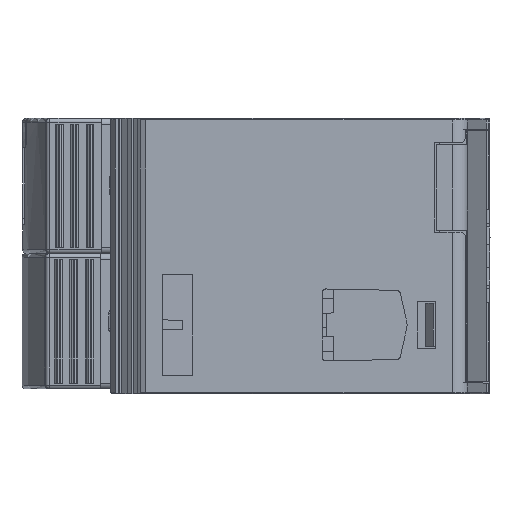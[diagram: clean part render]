
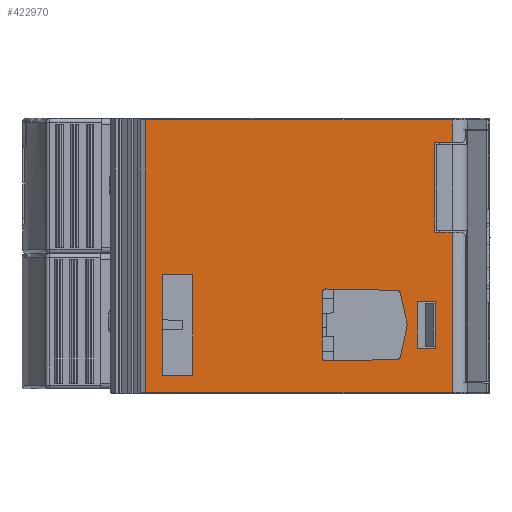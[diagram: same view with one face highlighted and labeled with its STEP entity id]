
A CAD part, left-side view. The second image highlights one B-rep face of the part: STEP entity #422970.
In plain terms, the highlighted face is planar.
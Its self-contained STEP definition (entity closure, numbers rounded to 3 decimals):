
#417310=CARTESIAN_POINT('',(67.4,32.033,
-26.95));
#417320=VERTEX_POINT('',#417310);
#417350=CARTESIAN_POINT('',(67.4,32.033,
-26.95));
#417360=DIRECTION('',(0.,0.,1.));
#417370=VECTOR('',#417360,1.);
#417380=LINE('',#417350,#417370);
#417390=CARTESIAN_POINT('',(67.4,32.033,
8.25));
#417400=VERTEX_POINT('',#417390);
#417410=EDGE_CURVE('',#417320,#417400,#417380,.T.);
#417940=CARTESIAN_POINT('',(67.4,-7.622,
8.25));
#417950=DIRECTION('',(0.,1.,0.));
#417960=VECTOR('',#417950,1.);
#417970=LINE('',#417940,#417960);
#417980=CARTESIAN_POINT('',(67.4,-7.622,
8.25));
#417990=VERTEX_POINT('',#417980);
#418000=EDGE_CURVE('',#417990,#417400,#417970,.T.);
#420400=CARTESIAN_POINT('',(67.4,-7.622,
-12.45));
#420410=DIRECTION('',(0.,0.,1.));
#420420=VECTOR('',#420410,1.);
#420430=LINE('',#420400,#420420);
#420440=CARTESIAN_POINT('',(67.4,-7.622,
-12.45));
#420450=VERTEX_POINT('',#420440);
#420460=EDGE_CURVE('',#420450,#417990,#420430,.T.);
#420940=CARTESIAN_POINT('',(67.4,-5.3,
-24.05));
#420950=DIRECTION('',(-1.,0.,0.));
#420960=DIRECTION('',(0.,1.,0.));
#420970=AXIS2_PLACEMENT_3D('',#420940,#420950,#420960);
#420980=PLANE('',#420970);
#420990=ORIENTED_EDGE('',*,*,#417410,.T.);
#421000=CARTESIAN_POINT('',(67.4,32.033,
-26.95));
#421010=DIRECTION('',(0.,-1.,0.));
#421020=VECTOR('',#421010,1.);
#421030=LINE('',#421000,#421020);
#421040=CARTESIAN_POINT('',(67.4,-7.622,
-26.95));
#421050=VERTEX_POINT('',#421040);
#421060=EDGE_CURVE('',#417320,#421050,#421030,.T.);
#421070=ORIENTED_EDGE('',*,*,#421060,.F.);
#421080=CARTESIAN_POINT('',(67.4,-7.622,
-26.95));
#421090=DIRECTION('',(0.,0.,1.));
#421100=VECTOR('',#421090,1.);
#421110=LINE('',#421080,#421100);
#421120=CARTESIAN_POINT('',(67.4,-7.622,
-24.05));
#421130=VERTEX_POINT('',#421120);
#421140=EDGE_CURVE('',#421050,#421130,#421110,.T.);
#421150=ORIENTED_EDGE('',*,*,#421140,.F.);
#421160=CARTESIAN_POINT('',(67.4,-5.3,
-24.05));
#421170=DIRECTION('',(0.,-1.,0.));
#421180=VECTOR('',#421170,1.);
#421190=LINE('',#421160,#421180);
#421200=CARTESIAN_POINT('',(67.4,-5.3,
-24.05));
#421210=VERTEX_POINT('',#421200);
#421220=EDGE_CURVE('',#421210,#421130,#421190,.T.);
#421230=ORIENTED_EDGE('',*,*,#421220,.T.);
#421240=CARTESIAN_POINT('',(67.4,-5.3,
-12.45));
#421250=DIRECTION('',(0.,0.,-1.));
#421260=VECTOR('',#421250,1.);
#421270=LINE('',#421240,#421260);
#421280=CARTESIAN_POINT('',(67.4,-5.3,
-12.45));
#421290=VERTEX_POINT('',#421280);
#421300=EDGE_CURVE('',#421290,#421210,#421270,.T.);
#421310=ORIENTED_EDGE('',*,*,#421300,.T.);
#421320=CARTESIAN_POINT('',(67.4,-5.3,
-12.45));
#421330=DIRECTION('',(0.,-1.,0.));
#421340=VECTOR('',#421330,1.);
#421350=LINE('',#421320,#421340);
#421360=EDGE_CURVE('',#421290,#420450,#421350,.T.);
#421370=ORIENTED_EDGE('',*,*,#421360,.F.);
#421380=ORIENTED_EDGE('',*,*,#420460,.F.);
#421390=ORIENTED_EDGE('',*,*,#418000,.F.);
#421400=EDGE_LOOP('',(#421390,#421380,#421370,#421310,#421230,#421150,
#421070,#420990));
#421410=FACE_OUTER_BOUND('',#421400,.T.);
#421420=CARTESIAN_POINT('',(67.4,8.7,
3.704));
#421430=DIRECTION('',(-1.,0.,0.));
#421440=DIRECTION('',(0.,-0.279,
0.96));
#421450=AXIS2_PLACEMENT_3D('',#421420,#421430,#421440);
#421460=CIRCLE('',#421450,0.5);
#421470=CARTESIAN_POINT('',(67.4,8.561,
4.184));
#421480=VERTEX_POINT('',#421470);
#421490=CARTESIAN_POINT('',(67.4,9.2,
3.704));
#421500=VERTEX_POINT('',#421490);
#421510=EDGE_CURVE('',#421480,#421500,#421460,.T.);
#421520=ORIENTED_EDGE('',*,*,#421510,.T.);
#421530=CARTESIAN_POINT('',(67.4,-0.434,
4.027));
#421540=DIRECTION('',(0.,1.,0.017));
#421550=VECTOR('',#421540,1.);
#421560=LINE('',#421530,#421550);
#421570=CARTESIAN_POINT('',(67.4,-0.434,
4.027));
#421580=VERTEX_POINT('',#421570);
#421590=EDGE_CURVE('',#421580,#421480,#421560,.T.);
#421600=ORIENTED_EDGE('',*,*,#421590,.T.);
#421610=CARTESIAN_POINT('',(67.4,-0.426,
3.527));
#421620=DIRECTION('',(-1.,0.,0.));
#421630=DIRECTION('',(0.,-0.976,0.216));
#421640=AXIS2_PLACEMENT_3D('',#421610,#421620,#421630);
#421650=CIRCLE('',#421640,0.5);
#421660=CARTESIAN_POINT('',(67.4,-0.914,
3.635));
#421670=VERTEX_POINT('',#421660);
#421680=EDGE_CURVE('',#421670,#421580,#421650,.T.);
#421690=ORIENTED_EDGE('',*,*,#421680,.T.);
#421700=CARTESIAN_POINT('',(67.4,-1.795,
-0.342));
#421710=DIRECTION('',(0.,0.216,0.976));
#421720=VECTOR('',#421710,1.);
#421730=LINE('',#421700,#421720);
#421740=CARTESIAN_POINT('',(67.4,-1.795,
-0.342));
#421750=VERTEX_POINT('',#421740);
#421760=EDGE_CURVE('',#421750,#421670,#421730,.T.);
#421770=ORIENTED_EDGE('',*,*,#421760,.T.);
#421780=CARTESIAN_POINT('',(67.4,-1.307,
-0.45));
#421790=DIRECTION('',(-1.,0.,0.));
#421800=DIRECTION('',(0.,-0.976,-0.216));
#421810=AXIS2_PLACEMENT_3D('',#421780,#421790,#421800);
#421820=CIRCLE('',#421810,0.5);
#421830=CARTESIAN_POINT('',(67.4,-1.795,
-0.558));
#421840=VERTEX_POINT('',#421830);
#421850=EDGE_CURVE('',#421840,#421750,#421820,.T.);
#421860=ORIENTED_EDGE('',*,*,#421850,.T.);
#421870=CARTESIAN_POINT('',(67.4,-0.914,
-4.535));
#421880=DIRECTION('',(0.,-0.216,0.976));
#421890=VECTOR('',#421880,1.);
#421900=LINE('',#421870,#421890);
#421910=CARTESIAN_POINT('',(67.4,-0.914,
-4.535));
#421920=VERTEX_POINT('',#421910);
#421930=EDGE_CURVE('',#421920,#421840,#421900,.T.);
#421940=ORIENTED_EDGE('',*,*,#421930,.T.);
#421950=CARTESIAN_POINT('',(67.4,-0.426,
-4.427));
#421960=DIRECTION('',(-1.,0.,0.));
#421970=DIRECTION('',(0.,-0.017,-1.));
#421980=AXIS2_PLACEMENT_3D('',#421950,#421960,#421970);
#421990=CIRCLE('',#421980,0.5);
#422000=CARTESIAN_POINT('',(67.4,-0.434,
-4.927));
#422010=VERTEX_POINT('',#422000);
#422020=EDGE_CURVE('',#422010,#421920,#421990,.T.);
#422030=ORIENTED_EDGE('',*,*,#422020,.T.);
#422040=CARTESIAN_POINT('',(67.4,8.561,
-5.084));
#422050=DIRECTION('',(0.,-1.,0.017));
#422060=VECTOR('',#422050,1.);
#422070=LINE('',#422040,#422060);
#422080=CARTESIAN_POINT('',(67.4,8.561,
-5.084));
#422090=VERTEX_POINT('',#422080);
#422100=EDGE_CURVE('',#422090,#422010,#422070,.T.);
#422110=ORIENTED_EDGE('',*,*,#422100,.T.);
#422120=CARTESIAN_POINT('',(67.4,8.7,
-4.604));
#422130=DIRECTION('',(-1.,0.,0.));
#422140=DIRECTION('',(0.,1.,0.));
#422150=AXIS2_PLACEMENT_3D('',#422120,#422130,#422140);
#422160=CIRCLE('',#422150,0.5);
#422170=CARTESIAN_POINT('',(67.4,9.2,
-4.604));
#422180=VERTEX_POINT('',#422170);
#422190=EDGE_CURVE('',#422180,#422090,#422160,.T.);
#422200=ORIENTED_EDGE('',*,*,#422190,.T.);
#422210=CARTESIAN_POINT('',(67.4,9.2,
-4.604));
#422220=DIRECTION('',(0.,0.,1.));
#422230=VECTOR('',#422220,1.);
#422240=LINE('',#422210,#422230);
#422250=EDGE_CURVE('',#422180,#421500,#422240,.T.);
#422260=ORIENTED_EDGE('',*,*,#422250,.F.);
#422270=EDGE_LOOP('',(#422260,#422200,#422110,#422030,#421940,#421860,
#421770,#421690,#421600,#421520));
#422280=FACE_BOUND('',#422270,.T.);
#422290=CARTESIAN_POINT('',(67.4,-3.1,
-3.45));
#422300=DIRECTION('',(0.,-1.,0.));
#422310=VECTOR('',#422300,1.);
#422320=LINE('',#422290,#422310);
#422330=CARTESIAN_POINT('',(67.4,-3.1,
-3.45));
#422340=VERTEX_POINT('',#422330);
#422350=CARTESIAN_POINT('',(67.4,-5.5,
-3.45));
#422360=VERTEX_POINT('',#422350);
#422370=EDGE_CURVE('',#422340,#422360,#422320,.T.);
#422380=ORIENTED_EDGE('',*,*,#422370,.T.);
#422390=CARTESIAN_POINT('',(67.4,-3.1,
-3.45));
#422400=DIRECTION('',(0.,0.,1.));
#422410=VECTOR('',#422400,1.);
#422420=LINE('',#422390,#422410);
#422430=CARTESIAN_POINT('',(67.4,-3.1,
2.55));
#422440=VERTEX_POINT('',#422430);
#422450=EDGE_CURVE('',#422340,#422440,#422420,.T.);
#422460=ORIENTED_EDGE('',*,*,#422450,.F.);
#422470=CARTESIAN_POINT('',(67.4,-3.1,
2.55));
#422480=DIRECTION('',(0.,-1.,0.));
#422490=VECTOR('',#422480,1.);
#422500=LINE('',#422470,#422490);
#422510=CARTESIAN_POINT('',(67.4,-5.5,
2.55));
#422520=VERTEX_POINT('',#422510);
#422530=EDGE_CURVE('',#422440,#422520,#422500,.T.);
#422540=ORIENTED_EDGE('',*,*,#422530,.F.);
#422550=CARTESIAN_POINT('',(67.4,-5.5,
2.55));
#422560=DIRECTION('',(0.,0.,-1.));
#422570=VECTOR('',#422560,1.);
#422580=LINE('',#422550,#422570);
#422590=EDGE_CURVE('',#422520,#422360,#422580,.T.);
#422600=ORIENTED_EDGE('',*,*,#422590,.F.);
#422610=EDGE_LOOP('',(#422600,#422540,#422460,#422380));
#422620=FACE_BOUND('',#422610,.T.);
#422630=CARTESIAN_POINT('',(67.4,29.9,6.05));
#422640=DIRECTION('',(0.,-1.,0.));
#422650=VECTOR('',#422640,1.);
#422660=LINE('',#422630,#422650);
#422670=CARTESIAN_POINT('',(67.4,29.9,6.05));
#422680=VERTEX_POINT('',#422670);
#422690=CARTESIAN_POINT('',(67.4,25.9,6.05));
#422700=VERTEX_POINT('',#422690);
#422710=EDGE_CURVE('',#422680,#422700,#422660,.T.);
#422720=ORIENTED_EDGE('',*,*,#422710,.F.);
#422730=CARTESIAN_POINT('',(67.4,25.9,6.05));
#422740=DIRECTION('',(0.,0.,-1.));
#422750=VECTOR('',#422740,1.);
#422760=LINE('',#422730,#422750);
#422770=CARTESIAN_POINT('',(67.4,25.9,-6.95));
#422780=VERTEX_POINT('',#422770);
#422790=EDGE_CURVE('',#422700,#422780,#422760,.T.);
#422800=ORIENTED_EDGE('',*,*,#422790,.F.);
#422810=CARTESIAN_POINT('',(67.4,25.9,-6.95));
#422820=DIRECTION('',(0.,1.,0.));
#422830=VECTOR('',#422820,1.);
#422840=LINE('',#422810,#422830);
#422850=CARTESIAN_POINT('',(67.4,29.9,-6.95));
#422860=VERTEX_POINT('',#422850);
#422870=EDGE_CURVE('',#422780,#422860,#422840,.T.);
#422880=ORIENTED_EDGE('',*,*,#422870,.F.);
#422890=CARTESIAN_POINT('',(67.4,29.9,-6.95));
#422900=DIRECTION('',(0.,0.,1.));
#422910=VECTOR('',#422900,1.);
#422920=LINE('',#422890,#422910);
#422930=EDGE_CURVE('',#422860,#422680,#422920,.T.);
#422940=ORIENTED_EDGE('',*,*,#422930,.F.);
#422950=EDGE_LOOP('',(#422940,#422880,#422800,#422720));
#422960=FACE_BOUND('',#422950,.T.);
#422970=ADVANCED_FACE('',(#421410,#422280,#422620,#422960),#420980,.F.);
